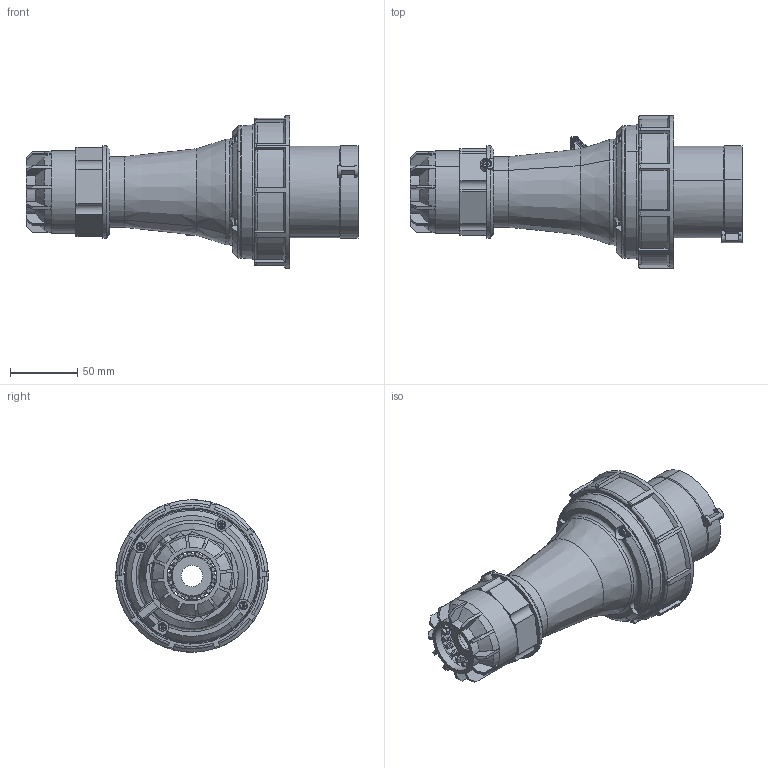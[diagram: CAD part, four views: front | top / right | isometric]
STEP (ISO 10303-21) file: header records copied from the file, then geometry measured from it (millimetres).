
FILE_DESCRIPTION (( 'STEP AP214' ), '1' );
FILE_NAME ('DEP2-0352.STEP', '2025-01-05T05:58:07', ( '' ), ( '' ), 'SwSTEP 2.0', 'SolidWorks 2022', '' );
FILE_SCHEMA (( 'AUTOMOTIVE_DESIGN' ));
Length unit declared in the file: millimetre
Products named in the file (1): DEP2-0352
Bounding box: 246 x 113 x 112.96 mm (x, y, z)
Surface area: 140444.7 mm2 (no closed solid volume)
Topology: 0 solids, 44 shells, 780 faces, 2930 edges, 2104 vertices
Faces by surface type: plane 338, bspline 184, cylinder 174, cone 64, torus 20
Entity records: 59599 total; most frequent: CARTESIAN_POINT 30041, ORIENTED_EDGE 4634, DIRECTION 3180, EDGE_CURVE 2892, VERTEX_POINT 2104, B_SPLINE_CURVE_WITH_KNOTS 1236, VECTOR 1144, LINE 1144
